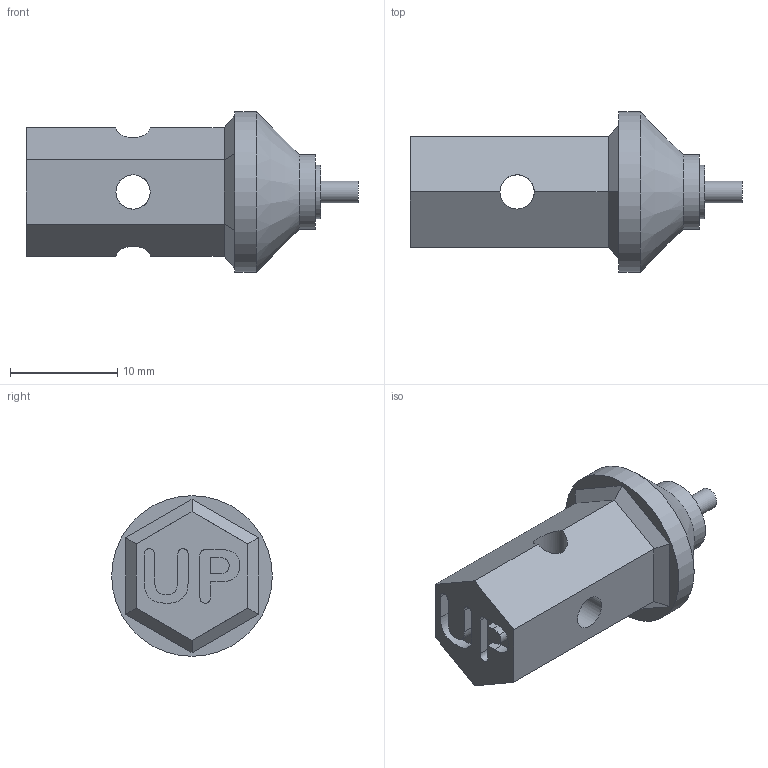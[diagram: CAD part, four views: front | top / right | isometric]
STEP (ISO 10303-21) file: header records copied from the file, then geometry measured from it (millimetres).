
FILE_DESCRIPTION(('HOOPS Exchange Step'),'2;1');
FILE_NAME('temp_export','2025-01-14T14:19:01+10:00',('mobile'),('Shapr3D Limited'),'HOOPS Exchange 2024.6','Shapr3D','Authorized');
FILE_SCHEMA( ('AP242_MANAGED_MODEL_BASED_3D_ENGINEERING_MIM_LF {1 0 10303 442 1 1 4 }') );
Length unit declared in the file: millimetre
Products named in the file (1): root
Bounding box: 31 x 15 x 15 mm (x, y, z)
Volume: 2499.4 mm3; surface area: 1433.1 mm2
Topology: 1 solids, 1 shells, 51 faces, 136 edges, 89 vertices
Faces by surface type: plane 31, bspline 11, cylinder 8, cone 1
Full cylindrical faces by diameter (mm): 2 x1, 3.2 x4, 5 x1, 7 x1, 15 x1
Entity records: 1861 total; most frequent: CARTESIAN_POINT 593, ORIENTED_EDGE 272, DIRECTION 223, EDGE_CURVE 136, VERTEX_POINT 89, VECTOR 89, LINE 89, AXIS2_PLACEMENT_3D 67
